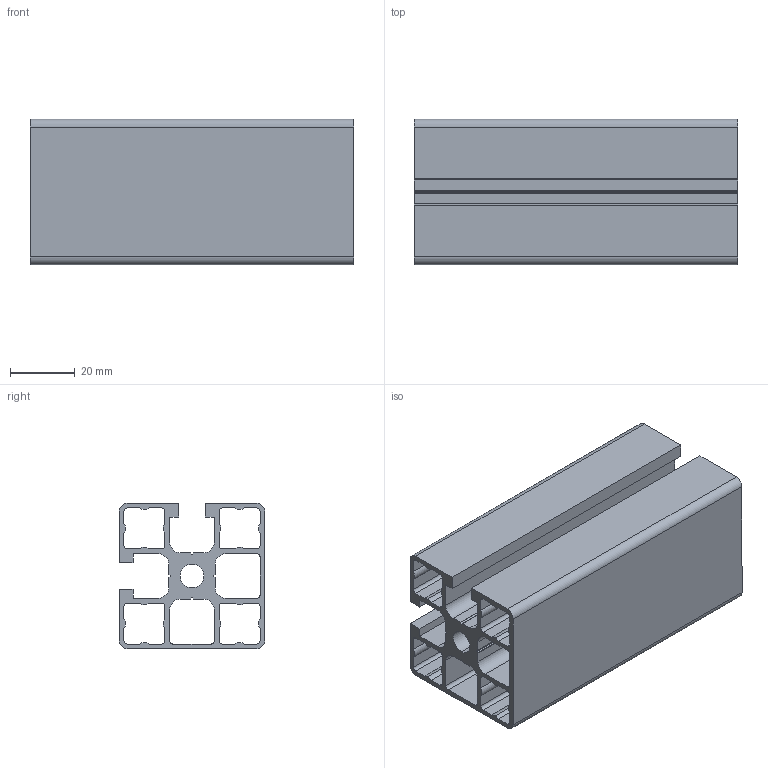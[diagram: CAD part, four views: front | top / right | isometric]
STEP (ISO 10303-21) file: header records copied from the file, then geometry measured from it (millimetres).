
FILE_DESCRIPTION (( 'STEP AP214' ), '1' );
FILE_NAME ('084.101.085.STEP', '2020-07-23T07:47:22', ( '' ), ( '' ), 'SwSTEP 2.0', 'SolidWorks 2018', '' );
FILE_SCHEMA (( 'AUTOMOTIVE_DESIGN' ));
Length unit declared in the file: millimetre
Products named in the file (1): 084.101.085
Bounding box: 100 x 45 x 45 mm (x, y, z)
Volume: 62396 mm3; surface area: 59168 mm2
Topology: 1 solids, 1 shells, 141 faces, 417 edges, 278 vertices
Faces by surface type: plane 74, cylinder 67
Entity records: 4807 total; most frequent: CARTESIAN_POINT 837, DIRECTION 835, ORIENTED_EDGE 834, EDGE_CURVE 417, VECTOR 283, LINE 283, VERTEX_POINT 278, AXIS2_PLACEMENT_3D 276
